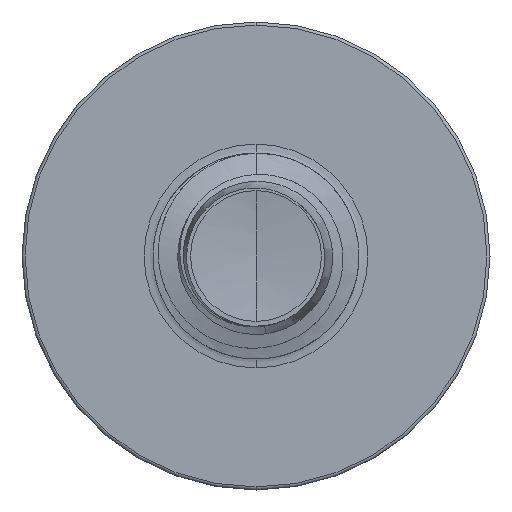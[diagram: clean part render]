
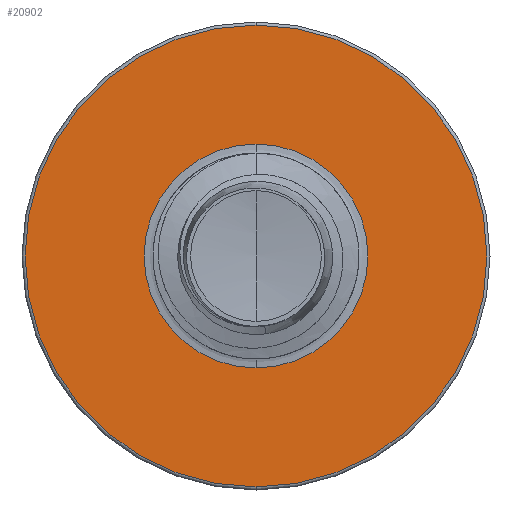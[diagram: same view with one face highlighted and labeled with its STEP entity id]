
A CAD part, front view. The second image highlights one B-rep face of the part: STEP entity #20902.
In plain terms, the highlighted planar face has unit normal (0, -1, 0).
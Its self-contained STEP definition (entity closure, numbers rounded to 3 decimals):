
#72 = DIRECTION ( 'NONE',  ( 0., 0., 1. ) ) ;
#118 = DIRECTION ( 'NONE',  ( 0., 1., 0. ) ) ;
#130 = CARTESIAN_POINT ( 'NONE',  ( 0., 6., 0. ) ) ;
#499 = VERTEX_POINT ( 'NONE', #15476 ) ;
#2022 = DIRECTION ( 'NONE',  ( 0., 0., 1. ) ) ;
#2053 = DIRECTION ( 'NONE',  ( 0., 1., 0. ) ) ;
#2060 = CARTESIAN_POINT ( 'NONE',  ( 0., 6., 0. ) ) ;
#2942 = ORIENTED_EDGE ( 'NONE', *, *, #19436, .F. ) ;
#3836 = CIRCLE ( 'NONE', #13629, 1.196 ) ;
#4606 = AXIS2_PLACEMENT_3D ( 'NONE', #20486, #20468, #20171 ) ;
#5020 = CARTESIAN_POINT ( 'NONE',  ( 0., 6., 2.467 ) ) ;
#6147 = AXIS2_PLACEMENT_3D ( 'NONE', #6382, #6336, #6303 ) ;
#6303 = DIRECTION ( 'NONE',  ( 0., 0., 1. ) ) ;
#6336 = DIRECTION ( 'NONE',  ( 0., 1., 0. ) ) ;
#6382 = CARTESIAN_POINT ( 'NONE',  ( 0., 6., 0. ) ) ;
#6507 = DIRECTION ( 'NONE',  ( 0., 0., 1. ) ) ;
#6557 = DIRECTION ( 'NONE',  ( 0., 1., 0. ) ) ;
#6600 = CARTESIAN_POINT ( 'NONE',  ( 0., 6., 0. ) ) ;
#7058 = CARTESIAN_POINT ( 'NONE',  ( 0., 6., -1.196 ) ) ;
#9974 = AXIS2_PLACEMENT_3D ( 'NONE', #130, #118, #72 ) ;
#10952 = AXIS2_PLACEMENT_3D ( 'NONE', #2060, #2053, #2022 ) ;
#11273 = CIRCLE ( 'NONE', #6147, 2.467 ) ;
#13104 = FACE_OUTER_BOUND ( 'NONE', #16216, .T. ) ;
#13171 = ORIENTED_EDGE ( 'NONE', *, *, #19818, .T. ) ;
#13629 = AXIS2_PLACEMENT_3D ( 'NONE', #6600, #6557, #6507 ) ;
#14467 = FACE_BOUND ( 'NONE', #18180, .T. ) ;
#15476 = CARTESIAN_POINT ( 'NONE',  ( 0., 6., -2.467 ) ) ;
#16216 = EDGE_LOOP ( 'NONE', ( #2942, #17892 ) ) ;
#17530 = CARTESIAN_POINT ( 'NONE',  ( 0., 6., 1.196 ) ) ;
#17892 = ORIENTED_EDGE ( 'NONE', *, *, #20701, .F. ) ;
#18180 = EDGE_LOOP ( 'NONE', ( #18473, #13171 ) ) ;
#18473 = ORIENTED_EDGE ( 'NONE', *, *, #20698, .T. ) ;
#19436 = EDGE_CURVE ( 'NONE', #21854, #499, #21472, .T. ) ;
#19818 = EDGE_CURVE ( 'NONE', #21811, #21562, #21548, .T. ) ;
#20171 = DIRECTION ( 'NONE',  ( 0., 0., 1. ) ) ;
#20219 = PLANE ( 'NONE',  #4606 ) ;
#20468 = DIRECTION ( 'NONE',  ( 0., 1., 0. ) ) ;
#20486 = CARTESIAN_POINT ( 'NONE',  ( 0., 6., -1.196 ) ) ;
#20698 = EDGE_CURVE ( 'NONE', #21562, #21811, #3836, .T. ) ;
#20701 = EDGE_CURVE ( 'NONE', #499, #21854, #11273, .T. ) ;
#20902 = ADVANCED_FACE ( 'NONE', ( #13104, #14467 ), #20219, .F. ) ;
#21472 = CIRCLE ( 'NONE', #10952, 2.467 ) ;
#21548 = CIRCLE ( 'NONE', #9974, 1.196 ) ;
#21562 = VERTEX_POINT ( 'NONE', #17530 ) ;
#21811 = VERTEX_POINT ( 'NONE', #7058 ) ;
#21854 = VERTEX_POINT ( 'NONE', #5020 ) ;
